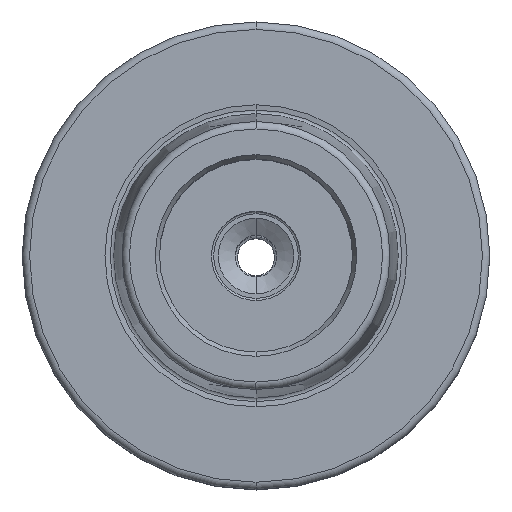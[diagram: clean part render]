
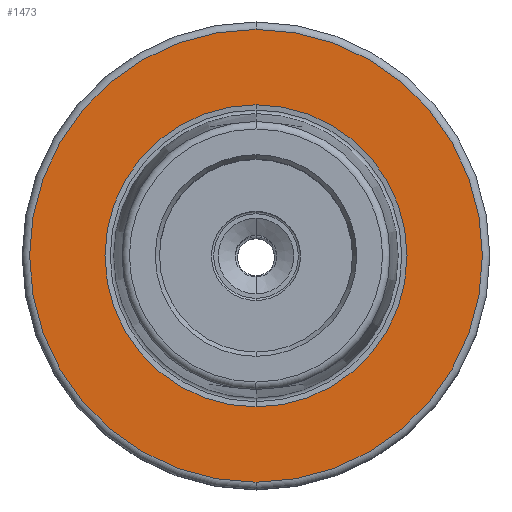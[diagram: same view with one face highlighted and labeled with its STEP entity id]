
A CAD part, top view. The second image highlights one B-rep face of the part: STEP entity #1473.
In plain terms, the highlighted planar face has unit normal (0, 0, 1).
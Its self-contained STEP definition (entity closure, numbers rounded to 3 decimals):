
#364=CARTESIAN_POINT('',(0,0,26));
#365=DIRECTION('',(0,0,1));
#366=DIRECTION('',(0,1,0));
#367=AXIS2_PLACEMENT_3D('',#364,#365,#366);
#369=CARTESIAN_POINT('',(0,0,26));
#370=DIRECTION('',(0,0,1));
#371=DIRECTION('',(0,-1,0));
#372=AXIS2_PLACEMENT_3D('',#369,#370,#371);
#382=CARTESIAN_POINT('',(0,0,26));
#383=DIRECTION('',(0,0,1));
#384=DIRECTION('',(0,1,0));
#385=AXIS2_PLACEMENT_3D('',#382,#383,#384);
#387=CARTESIAN_POINT('',(0,0,26));
#388=DIRECTION('',(0,0,-1));
#389=DIRECTION('',(0,1,0));
#390=AXIS2_PLACEMENT_3D('',#387,#388,#389);
#725=CARTESIAN_POINT('',(0,20.344,26));
#727=VERTEX_POINT('',#725);
#755=CARTESIAN_POINT('',(0,-20.344,26));
#757=VERTEX_POINT('',#755);
#801=CARTESIAN_POINT('',(0,30.5,26));
#802=CARTESIAN_POINT('',(0,-30.5,26));
#803=VERTEX_POINT('',#801);
#804=VERTEX_POINT('',#802);
#1457=CARTESIAN_POINT('',(0,0,26));
#1458=DIRECTION('',(0,0,-1));
#1459=DIRECTION('',(0,-1,0));
#1460=AXIS2_PLACEMENT_3D('',#1457,#1458,#1459);
#1461=PLANE('',#1460);
#1463=ORIENTED_EDGE('',*,*,#1462,.F.);
#1464=ORIENTED_EDGE('',*,*,#1447,.F.);
#1465=EDGE_LOOP('',(#1463,#1464));
#1466=FACE_OUTER_BOUND('',#1465,.F.);
#1468=ORIENTED_EDGE('',*,*,#1467,.T.);
#1470=ORIENTED_EDGE('',*,*,#1469,.F.);
#1471=EDGE_LOOP('',(#1468,#1470));
#1472=FACE_BOUND('',#1471,.F.);
#1473=ADVANCED_FACE('',(#1466,#1472),#1461,.F.);
#368=CIRCLE('',#367,30.5);
#373=CIRCLE('',#372,30.5);
#386=CIRCLE('',#385,20.344);
#391=CIRCLE('',#390,20.344);
#1447=EDGE_CURVE('',#804,#803,#373,.T.);
#1462=EDGE_CURVE('',#803,#804,#368,.T.);
#1467=EDGE_CURVE('',#727,#757,#386,.T.);
#1469=EDGE_CURVE('',#727,#757,#391,.T.);
